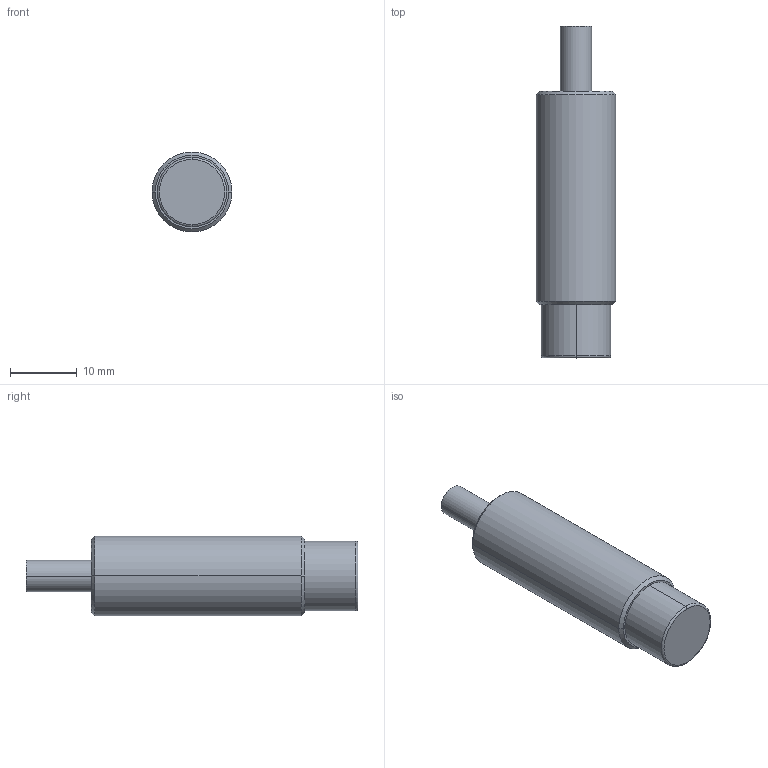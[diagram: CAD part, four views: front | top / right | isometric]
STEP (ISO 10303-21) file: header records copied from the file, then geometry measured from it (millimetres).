
FILE_DESCRIPTION((''),'2;1');
FILE_NAME('DM_CAD-6692_SW0001','2019-08-14T13:18:46',('creinig-se'),(''),'CREO PARAMETRIC BY PTC INC, 2018420','CREO PARAMETRIC BY PTC INC, 2018420','');
FILE_SCHEMA(('CONFIG_CONTROL_DESIGN','SHAPE_APPEARANCE_LAYERS_GROUPS'));
Length unit declared in the file: millimetre
Products named in the file (1): DM_CAD-6692_SW0001
Bounding box: 12 x 49.8 x 12 mm (x, y, z)
Volume: 4447 mm3; surface area: 1817.2 mm2
Topology: 1 solids, 1 shells, 19 faces, 95 edges, 132 vertices
Faces by surface type: cone 6, cylinder 6, plane 5, torus 2
Entity records: 1233 total; most frequent: DIRECTION 183, CARTESIAN_POINT 145, ORIENTED_EDGE 88, PRESENTATION_STYLE_ASSIGNMENT 71, STYLED_ITEM 71, AXIS2_PLACEMENT_3D 68, CURVE_STYLE 52, TRIMMED_CURVE 51
